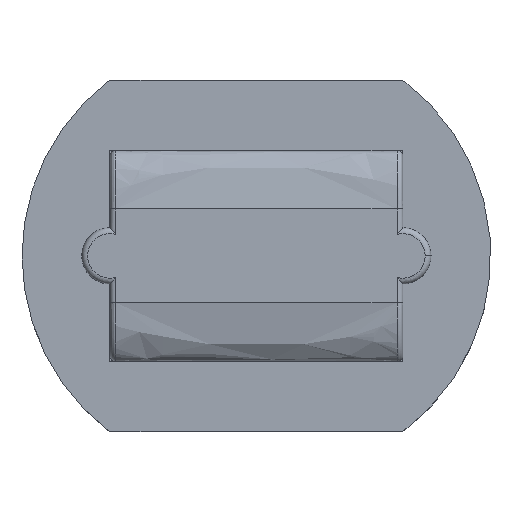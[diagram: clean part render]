
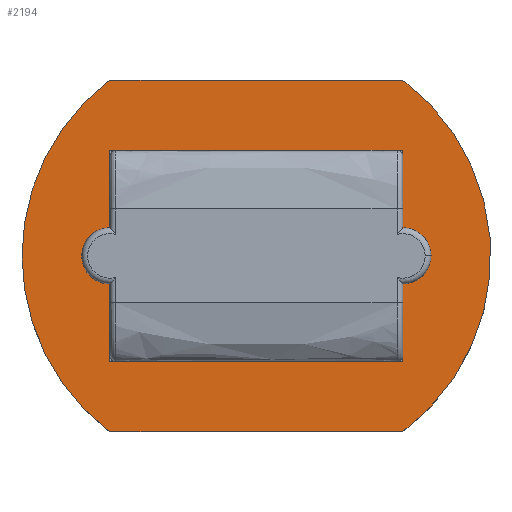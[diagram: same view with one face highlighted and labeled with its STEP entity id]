
A CAD part, top view. The second image highlights one B-rep face of the part: STEP entity #2194.
In plain terms, the highlighted planar face has unit normal (0, 0, 1).
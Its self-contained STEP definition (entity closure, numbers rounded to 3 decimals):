
#17 = ORIENTED_EDGE ( 'NONE', *, *, #933, .F. ) ;
#19 = CARTESIAN_POINT ( 'NONE',  ( 2.5, -3., 1.78 ) ) ;
#56 = DIRECTION ( 'NONE',  ( 1., 0., 0. ) ) ;
#57 = VECTOR ( 'NONE', #1155, 1000. ) ;
#75 = DIRECTION ( 'NONE',  ( 0., 0., 1. ) ) ;
#81 = VERTEX_POINT ( 'NONE', #392 ) ;
#125 = DIRECTION ( 'NONE',  ( 1., 0., 0. ) ) ;
#126 = LINE ( 'NONE', #2266, #1432 ) ;
#133 = CARTESIAN_POINT ( 'NONE',  ( 0.25, 0., 1.78 ) ) ;
#140 = VECTOR ( 'NONE', #652, 1000. ) ;
#197 = EDGE_CURVE ( 'NONE', #2110, #294, #804, .T. ) ;
#210 = VERTEX_POINT ( 'NONE', #489 ) ;
#213 = VECTOR ( 'NONE', #2210, 1000. ) ;
#253 = VERTEX_POINT ( 'NONE', #725 ) ;
#257 = CARTESIAN_POINT ( 'NONE',  ( 2.5, -1.8, 1.78 ) ) ;
#285 = CIRCLE ( 'NONE', #1998, 0.48 ) ;
#294 = VERTEX_POINT ( 'NONE', #1427 ) ;
#310 = PLANE ( 'NONE',  #975 ) ;
#313 = CARTESIAN_POINT ( 'NONE',  ( 2.5, 0., 1.78 ) ) ;
#326 = AXIS2_PLACEMENT_3D ( 'NONE', #313, #2080, #498 ) ;
#329 = DIRECTION ( 'NONE',  ( 0., 0., 1. ) ) ;
#336 = CARTESIAN_POINT ( 'NONE',  ( -2.5, -1.8, 1.78 ) ) ;
#364 = CIRCLE ( 'NONE', #1662, 3.75 ) ;
#372 = CARTESIAN_POINT ( 'NONE',  ( -2.5, -0.48, 1.78 ) ) ;
#383 = ORIENTED_EDGE ( 'NONE', *, *, #1108, .T. ) ;
#392 = CARTESIAN_POINT ( 'NONE',  ( 2.5, -1.8, 1.78 ) ) ;
#437 = VECTOR ( 'NONE', #1523, 1000. ) ;
#466 = ORIENTED_EDGE ( 'NONE', *, *, #1565, .T. ) ;
#489 = CARTESIAN_POINT ( 'NONE',  ( 2.5, 3., 1.78 ) ) ;
#498 = DIRECTION ( 'NONE',  ( 1., 0., 0. ) ) ;
#499 = CARTESIAN_POINT ( 'NONE',  ( -2.5, 1.8, 1.78 ) ) ;
#576 = CARTESIAN_POINT ( 'NONE',  ( -2.5, -1.8, 1.78 ) ) ;
#589 = VERTEX_POINT ( 'NONE', #19 ) ;
#610 = VERTEX_POINT ( 'NONE', #1629 ) ;
#619 = ORIENTED_EDGE ( 'NONE', *, *, #1420, .F. ) ;
#633 = CARTESIAN_POINT ( 'NONE',  ( -2.5, 1.8, 1.78 ) ) ;
#652 = DIRECTION ( 'NONE',  ( 1., 0., 0. ) ) ;
#655 = VERTEX_POINT ( 'NONE', #1708 ) ;
#666 = DIRECTION ( 'NONE',  ( 1., 0., 0. ) ) ;
#677 = CARTESIAN_POINT ( 'NONE',  ( -2.5, 0., 1.78 ) ) ;
#725 = CARTESIAN_POINT ( 'NONE',  ( -2.5, 0.48, 1.78 ) ) ;
#763 = VECTOR ( 'NONE', #1709, 1000. ) ;
#773 = CARTESIAN_POINT ( 'NONE',  ( 2.5, 1.8, 1.78 ) ) ;
#784 = DIRECTION ( 'NONE',  ( 0., 0., 1. ) ) ;
#788 = CARTESIAN_POINT ( 'NONE',  ( -2.5, 1.8, 1.78 ) ) ;
#804 = CIRCLE ( 'NONE', #326, 0.48 ) ;
#807 = DIRECTION ( 'NONE',  ( 0., 0., 1. ) ) ;
#808 = LINE ( 'NONE', #257, #437 ) ;
#819 = CARTESIAN_POINT ( 'NONE',  ( -2.5, -3., 1.78 ) ) ;
#869 = VECTOR ( 'NONE', #2179, 1000. ) ;
#908 = EDGE_CURVE ( 'NONE', #294, #1481, #1127, .T. ) ;
#909 = ORIENTED_EDGE ( 'NONE', *, *, #908, .F. ) ;
#920 = CARTESIAN_POINT ( 'NONE',  ( 2.5, -0.48, 1.78 ) ) ;
#921 = LINE ( 'NONE', #950, #869 ) ;
#933 = EDGE_CURVE ( 'NONE', #81, #2110, #808, .T. ) ;
#950 = CARTESIAN_POINT ( 'NONE',  ( -2.5, 3., 1.78 ) ) ;
#975 = AXIS2_PLACEMENT_3D ( 'NONE', #133, #1582, #1170 ) ;
#982 = AXIS2_PLACEMENT_3D ( 'NONE', #1212, #1756, #2293 ) ;
#989 = ORIENTED_EDGE ( 'NONE', *, *, #197, .F. ) ;
#992 = VERTEX_POINT ( 'NONE', #773 ) ;
#1005 = EDGE_CURVE ( 'NONE', #2205, #253, #1140, .T. ) ;
#1025 = LINE ( 'NONE', #336, #140 ) ;
#1076 = EDGE_CURVE ( 'NONE', #1434, #81, #1025, .T. ) ;
#1105 = ORIENTED_EDGE ( 'NONE', *, *, #1835, .T. ) ;
#1108 = EDGE_CURVE ( 'NONE', #1667, #589, #126, .T. ) ;
#1127 = CIRCLE ( 'NONE', #1430, 0.48 ) ;
#1130 = CIRCLE ( 'NONE', #982, 3.75 ) ;
#1140 = LINE ( 'NONE', #633, #213 ) ;
#1155 = DIRECTION ( 'NONE',  ( 0., 1., 0. ) ) ;
#1170 = DIRECTION ( 'NONE',  ( -1., 0., 0. ) ) ;
#1184 = LINE ( 'NONE', #1622, #2300 ) ;
#1212 = CARTESIAN_POINT ( 'NONE',  ( 0.25, 0., 1.78 ) ) ;
#1274 = CARTESIAN_POINT ( 'NONE',  ( 2.5, 0.48, 1.78 ) ) ;
#1277 = ORIENTED_EDGE ( 'NONE', *, *, #1005, .F. ) ;
#1280 = ORIENTED_EDGE ( 'NONE', *, *, #2103, .T. ) ;
#1420 = EDGE_CURVE ( 'NONE', #253, #2010, #285, .T. ) ;
#1427 = CARTESIAN_POINT ( 'NONE',  ( 2.98, 0., 1.78 ) ) ;
#1430 = AXIS2_PLACEMENT_3D ( 'NONE', #2057, #784, #56 ) ;
#1432 = VECTOR ( 'NONE', #666, 1000. ) ;
#1434 = VERTEX_POINT ( 'NONE', #576 ) ;
#1466 = AXIS2_PLACEMENT_3D ( 'NONE', #1887, #807, #125 ) ;
#1479 = ORIENTED_EDGE ( 'NONE', *, *, #1644, .F. ) ;
#1481 = VERTEX_POINT ( 'NONE', #1274 ) ;
#1504 = ORIENTED_EDGE ( 'NONE', *, *, #1076, .F. ) ;
#1523 = DIRECTION ( 'NONE',  ( 0., 1., 0. ) ) ;
#1528 = LINE ( 'NONE', #2247, #57 ) ;
#1565 = EDGE_CURVE ( 'NONE', #655, #610, #2038, .T. ) ;
#1582 = DIRECTION ( 'NONE',  ( 0., 0., -1. ) ) ;
#1622 = CARTESIAN_POINT ( 'NONE',  ( -2.5, -1.8, 1.78 ) ) ;
#1629 = CARTESIAN_POINT ( 'NONE',  ( -4., 0., 1.78 ) ) ;
#1644 = EDGE_CURVE ( 'NONE', #992, #2205, #1731, .T. ) ;
#1662 = AXIS2_PLACEMENT_3D ( 'NONE', #1822, #75, #2214 ) ;
#1667 = VERTEX_POINT ( 'NONE', #819 ) ;
#1684 = EDGE_CURVE ( 'NONE', #589, #210, #1130, .T. ) ;
#1708 = CARTESIAN_POINT ( 'NONE',  ( -2.5, 3., 1.78 ) ) ;
#1709 = DIRECTION ( 'NONE',  ( -1., 0., 0. ) ) ;
#1731 = LINE ( 'NONE', #499, #763 ) ;
#1756 = DIRECTION ( 'NONE',  ( 0., 0., 1. ) ) ;
#1772 = FACE_OUTER_BOUND ( 'NONE', #1869, .T. ) ;
#1822 = CARTESIAN_POINT ( 'NONE',  ( -0.25, 0., 1.78 ) ) ;
#1835 = EDGE_CURVE ( 'NONE', #210, #655, #921, .T. ) ;
#1869 = EDGE_LOOP ( 'NONE', ( #1904, #1105, #466, #1280, #383 ) ) ;
#1887 = CARTESIAN_POINT ( 'NONE',  ( -0.25, 0., 1.78 ) ) ;
#1904 = ORIENTED_EDGE ( 'NONE', *, *, #1684, .T. ) ;
#1956 = EDGE_CURVE ( 'NONE', #2010, #1434, #1184, .T. ) ;
#1964 = DIRECTION ( 'NONE',  ( 0., -1., 0. ) ) ;
#1998 = AXIS2_PLACEMENT_3D ( 'NONE', #677, #329, #2073 ) ;
#2010 = VERTEX_POINT ( 'NONE', #372 ) ;
#2038 = CIRCLE ( 'NONE', #1466, 3.75 ) ;
#2057 = CARTESIAN_POINT ( 'NONE',  ( 2.5, 0., 1.78 ) ) ;
#2073 = DIRECTION ( 'NONE',  ( 1., 0., 0. ) ) ;
#2080 = DIRECTION ( 'NONE',  ( 0., 0., 1. ) ) ;
#2088 = EDGE_LOOP ( 'NONE', ( #1479, #2101, #909, #989, #17, #1504, #2271, #619, #1277 ) ) ;
#2101 = ORIENTED_EDGE ( 'NONE', *, *, #2196, .F. ) ;
#2103 = EDGE_CURVE ( 'NONE', #610, #1667, #364, .T. ) ;
#2110 = VERTEX_POINT ( 'NONE', #920 ) ;
#2179 = DIRECTION ( 'NONE',  ( -1., 0., 0. ) ) ;
#2194 = ADVANCED_FACE ( 'NONE', ( #2223, #1772 ), #310, .F. ) ;
#2196 = EDGE_CURVE ( 'NONE', #1481, #992, #1528, .T. ) ;
#2205 = VERTEX_POINT ( 'NONE', #788 ) ;
#2210 = DIRECTION ( 'NONE',  ( 0., -1., 0. ) ) ;
#2214 = DIRECTION ( 'NONE',  ( 1., 0., 0. ) ) ;
#2223 = FACE_BOUND ( 'NONE', #2088, .T. ) ;
#2247 = CARTESIAN_POINT ( 'NONE',  ( 2.5, 1.8, 1.78 ) ) ;
#2266 = CARTESIAN_POINT ( 'NONE',  ( -2.5, -3., 1.78 ) ) ;
#2271 = ORIENTED_EDGE ( 'NONE', *, *, #1956, .F. ) ;
#2293 = DIRECTION ( 'NONE',  ( -1., 0., 0. ) ) ;
#2300 = VECTOR ( 'NONE', #1964, 1000. ) ;
